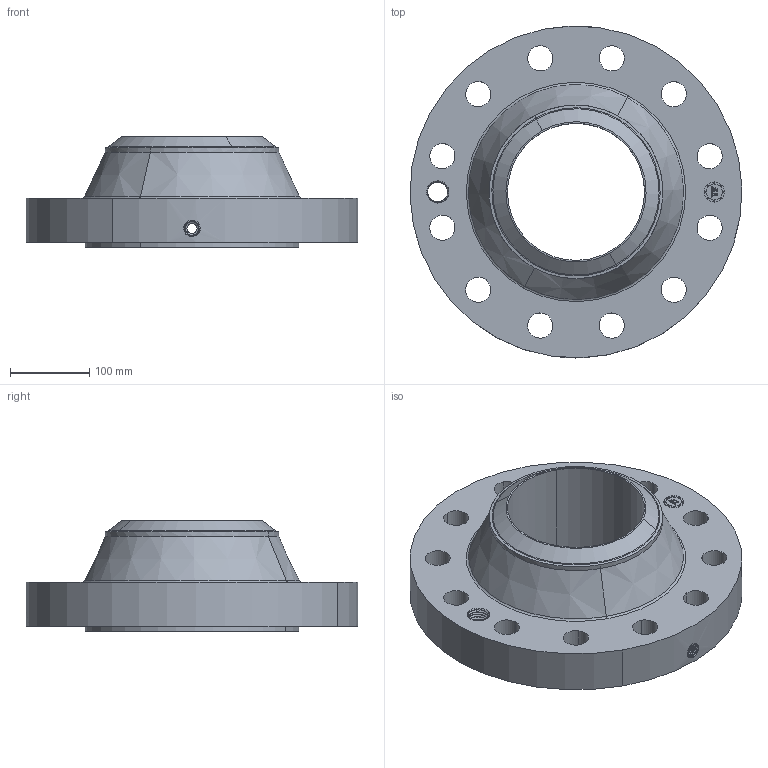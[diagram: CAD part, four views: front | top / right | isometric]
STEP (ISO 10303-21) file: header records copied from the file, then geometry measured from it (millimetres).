
FILE_DESCRIPTION(('3D STEP'),'2;1');
FILE_NAME('8-600-RF-WELD-NECK-160-ORIF-FLANGE.stp','2013-10-27T00:35:05+00:00',('Texas Flange'),(''),'CATIA Version 5 Release 20 SP 6 (IN-10)','CATIA V5 STEP AP214','800-826-3801');
FILE_SCHEMA(('AUTOMOTIVE_DESIGN { 1 0 10303 214 1 1 1 1 }'));
Length unit declared in the file: inch
Products named in the file (1): 8-600-RF-WELD-NECK-160-ORIF-FLANGE
Bounding box: 418.98 x 419.1 x 139.7 mm (x, y, z)
Volume: 7561647 mm3; surface area: 483600.5 mm2
Topology: 1 solids, 1 shells, 784 faces, 2128 edges, 1365 vertices
Faces by surface type: plane 369, bspline 253, cylinder 102, cone 52, torus 4, revolution 4
Entity records: 32837 total; most frequent: CARTESIAN_POINT 13351, ORIENTED_EDGE 4256, EDGE_CURVE 2128, DIRECTION 2115, VERTEX_POINT 1365, VECTOR 1193, LINE 1193, EDGE_LOOP 835
